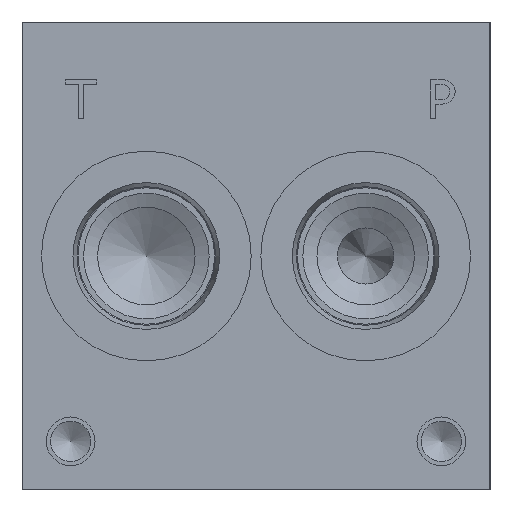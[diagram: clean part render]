
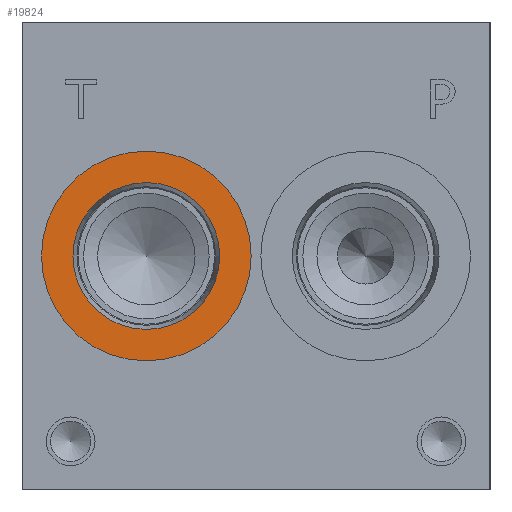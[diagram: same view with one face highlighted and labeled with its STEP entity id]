
A CAD part, left-side view. The second image highlights one B-rep face of the part: STEP entity #19824.
In plain terms, the highlighted planar face has unit normal (-1, 0, 0).
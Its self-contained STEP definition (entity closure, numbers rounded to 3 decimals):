
#452=CIRCLE('',#20767,17.069);
#453=CIRCLE('',#20768,17.069);
#454=CIRCLE('',#20770,11.951);
#455=CIRCLE('',#20771,11.951);
#1093=FACE_BOUND('',#3835,.T.);
#2682=FACE_OUTER_BOUND('',#3834,.T.);
#3834=EDGE_LOOP('',(#16271,#16272));
#3835=EDGE_LOOP('',(#16273,#16274));
#8908=VERTEX_POINT('',#33570);
#8909=VERTEX_POINT('',#33572);
#8910=VERTEX_POINT('',#33576);
#8911=VERTEX_POINT('',#33577);
#11520=EDGE_CURVE('',#8908,#8909,#452,.T.);
#11521=EDGE_CURVE('',#8909,#8908,#453,.T.);
#11522=EDGE_CURVE('',#8910,#8911,#454,.T.);
#11523=EDGE_CURVE('',#8911,#8910,#455,.T.);
#16271=ORIENTED_EDGE('',*,*,#11521,.F.);
#16272=ORIENTED_EDGE('',*,*,#11520,.F.);
#16273=ORIENTED_EDGE('',*,*,#11522,.T.);
#16274=ORIENTED_EDGE('',*,*,#11523,.T.);
#18392=PLANE('',#20769);
#19824=ADVANCED_FACE('',(#2682,#1093),#18392,.F.);
#20767=AXIS2_PLACEMENT_3D('',#33573,#24213,#24214);
#20768=AXIS2_PLACEMENT_3D('',#33574,#24215,#24216);
#20769=AXIS2_PLACEMENT_3D('',#33575,#24217,#24218);
#20770=AXIS2_PLACEMENT_3D('',#33578,#24219,#24220);
#20771=AXIS2_PLACEMENT_3D('',#33579,#24221,#24222);
#24213=DIRECTION('center_axis',(1.,0.,0.));
#24214=DIRECTION('ref_axis',(0.,0.,-1.));
#24215=DIRECTION('center_axis',(1.,0.,0.));
#24216=DIRECTION('ref_axis',(0.,0.,-1.));
#24217=DIRECTION('center_axis',(1.,0.,0.));
#24218=DIRECTION('ref_axis',(0.,0.,-1.));
#24219=DIRECTION('center_axis',(1.,0.,0.));
#24220=DIRECTION('ref_axis',(0.,0.,-1.));
#24221=DIRECTION('center_axis',(1.,0.,0.));
#24222=DIRECTION('ref_axis',(0.,0.,-1.));
#33570=CARTESIAN_POINT('',(0.787,55.956,21.031));
#33572=CARTESIAN_POINT('',(0.787,55.956,55.169));
#33573=CARTESIAN_POINT('Origin',(0.787,55.956,38.1));
#33574=CARTESIAN_POINT('Origin',(0.787,55.956,38.1));
#33575=CARTESIAN_POINT('Origin',(0.787,55.956,50.051));
#33576=CARTESIAN_POINT('',(0.787,55.956,50.051));
#33577=CARTESIAN_POINT('',(0.787,55.956,26.149));
#33578=CARTESIAN_POINT('Origin',(0.787,55.956,38.1));
#33579=CARTESIAN_POINT('Origin',(0.787,55.956,38.1));
